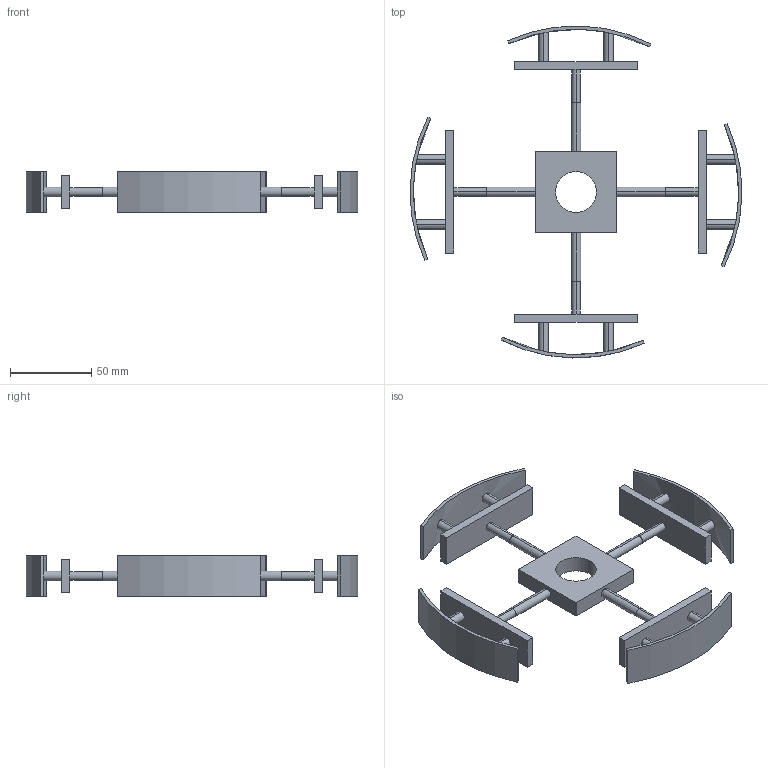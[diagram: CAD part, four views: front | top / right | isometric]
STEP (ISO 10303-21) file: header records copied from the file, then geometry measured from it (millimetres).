
FILE_DESCRIPTION (( 'STEP AP203' ), '1' );
FILE_NAME ('cleaning tool_Default_sldprt.STEP', '2023-12-03T07:55:20', ( '' ), ( '' ), 'SwSTEP 2.0', 'SolidWorks 2022', '' );
FILE_SCHEMA (( 'CONFIG_CONTROL_DESIGN' ));
Length unit declared in the file: millimetre
Products named in the file (1): cleaning tool_Default_sldprt
Bounding box: 203.95 x 203.95 x 25 mm (x, y, z)
Volume: 137706.2 mm3; surface area: 68596.5 mm2
Topology: 4 solids, 4 shells, 116 faces, 264 edges, 176 vertices
Faces by surface type: plane 68, cylinder 48
Entity records: 3803 total; most frequent: CARTESIAN_POINT 1021, DIRECTION 562, ORIENTED_EDGE 528, EDGE_CURVE 264, AXIS2_PLACEMENT_3D 197, VERTEX_POINT 176, LINE 168, VECTOR 168
